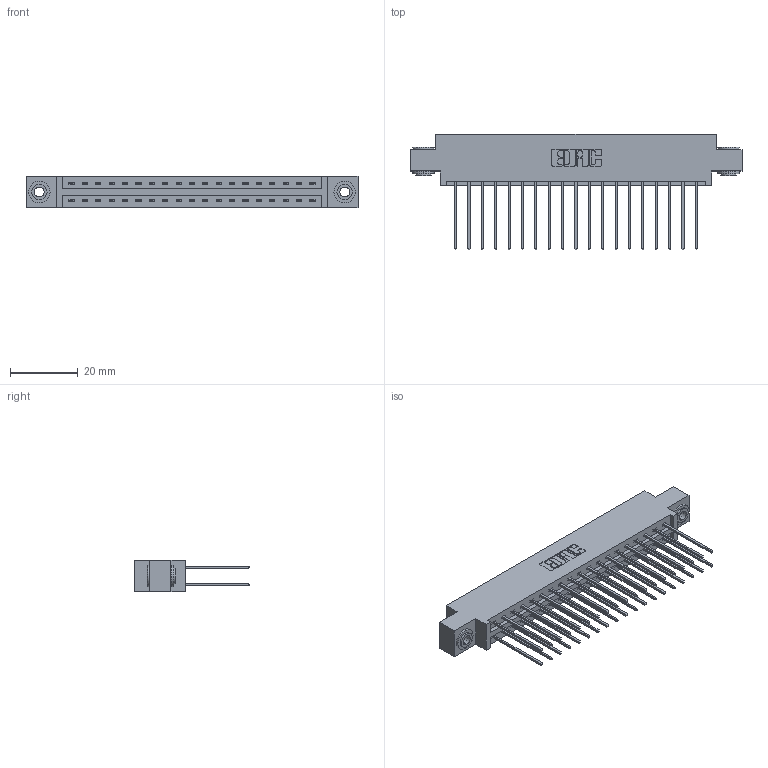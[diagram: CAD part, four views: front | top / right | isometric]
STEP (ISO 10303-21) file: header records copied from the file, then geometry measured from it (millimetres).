
FILE_DESCRIPTION (( 'STEP AP203' ), '1' );
FILE_NAME ('387-038-541-803.STEP', '2019-10-17T21:34:10', ( '' ), ( '' ), 'SwSTEP 2.0', 'SolidWorks 2016', '' );
FILE_SCHEMA (( 'CONFIG_CONTROL_DESIGN' ));
Length unit declared in the file: inch
Products named in the file (4): 387-038-541-803; 345-292-001_345-293-141; 345-250-002_345-250-002-102; 337 Part_0.170 Offset - 0.156 Dia-TH
Assembly tree (41 placements, depth 2):
  387-038-541-803
    337 Part_0.170 Offset - 0.156 Dia-TH
    345-292-001_345-293-141  x38
    345-250-002_345-250-002-102  x2
Bounding box: 98.3 x 34.3 x 9.4 mm (x, y, z)
Volume: 10173.2 mm3; surface area: 12703.9 mm2
Topology: 41 solids, 41 shells, 2208 faces, 6517 edges, 4290 vertices
Faces by surface type: plane 1528, cylinder 672, cone 8
Entity records: 18506 total; most frequent: CARTESIAN_POINT 3113, ORIENTED_EDGE 3042, DIRECTION 2723, EDGE_CURVE 1521, VECTOR 1369, LINE 1369, VERTEX_POINT 1010, AXIS2_PLACEMENT_3D 677
